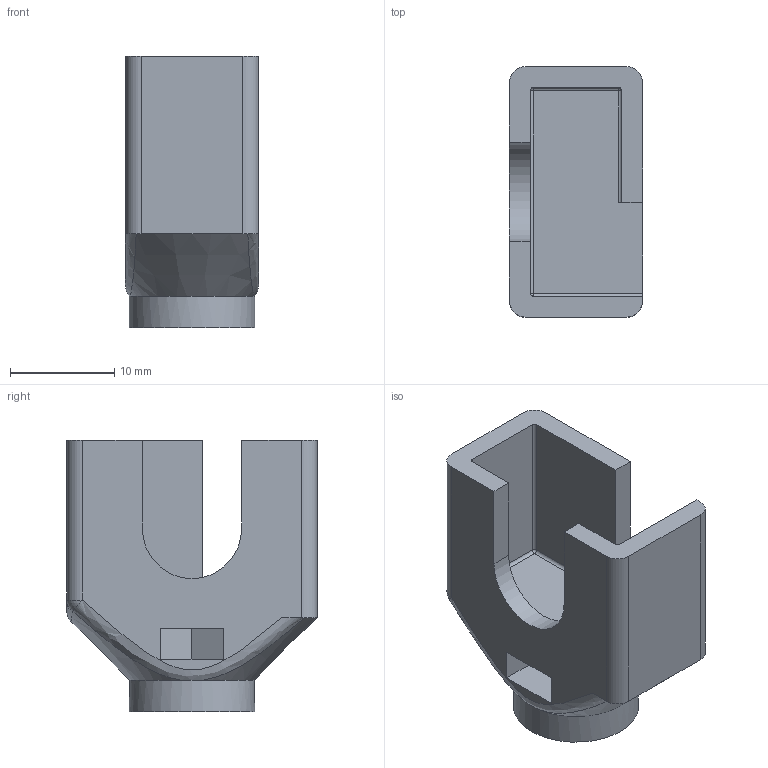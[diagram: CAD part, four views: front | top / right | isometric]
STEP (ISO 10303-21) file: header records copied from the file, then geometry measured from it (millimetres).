
FILE_DESCRIPTION(/* description */ (''),/* implementation_level */ '2;1');
FILE_NAME(/* name */ 'OpenRC_F1_FPV_Mount.step',/* time_stamp */ '2018-02-16T22:49:44+01:00',/* author */ (''),/* organization */ (''),/* preprocessor_version */ 'ST-DEVELOPER v16.13',/* originating_system */ 'Autodesk Translation Framework v6.5.0.72',/* authorisation */ '');
FILE_SCHEMA (('AUTOMOTIVE_DESIGN { 1 0 10303 214 3 1 1 }'));
Length unit declared in the file: millimetre
Products named in the file (1): camera mount
Bounding box: 12.75 x 24 x 26 mm (x, y, z)
Volume: 3409.1 mm3; surface area: 2776.4 mm2
Topology: 1 solids, 1 shells, 47 faces, 116 edges, 72 vertices
Faces by surface type: plane 23, cylinder 14, sphere 5, bspline 3, cone 2
Full cylindrical faces by diameter (mm): 3.3 x1, 12 x1
Entity records: 1698 total; most frequent: CARTESIAN_POINT 555, ORIENTED_EDGE 232, DIRECTION 228, EDGE_CURVE 116, AXIS2_PLACEMENT_3D 80, VERTEX_POINT 72, LINE 68, VECTOR 68
